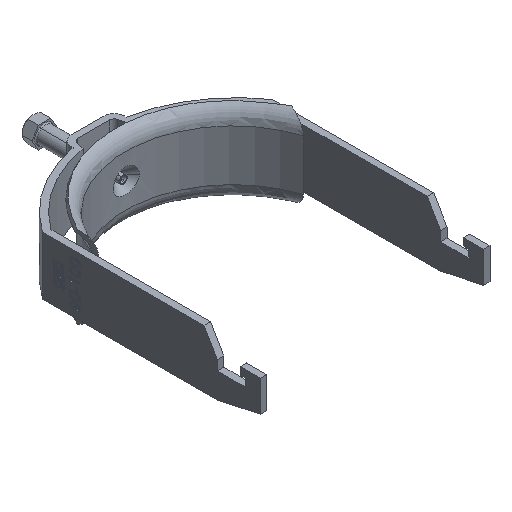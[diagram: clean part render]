
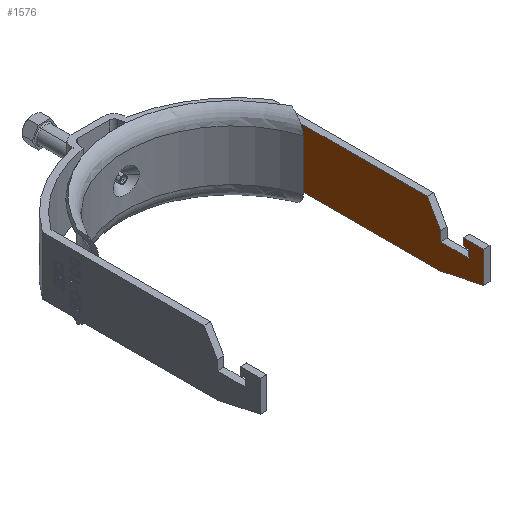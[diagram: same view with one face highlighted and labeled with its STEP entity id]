
A CAD part, isometric view. The second image highlights one B-rep face of the part: STEP entity #1576.
In plain terms, the highlighted planar face has unit normal (-1, 0, 0).
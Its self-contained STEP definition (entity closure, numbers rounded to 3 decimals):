
#401 = LINE ( 'NONE', #2147, #5043 ) ;
#471 = VECTOR ( 'NONE', #3894, 1000. ) ;
#485 = LINE ( 'NONE', #4454, #9676 ) ;
#503 = EDGE_CURVE ( 'NONE', #4841, #2263, #1403, .T. ) ;
#857 = VECTOR ( 'NONE', #5909, 1000. ) ;
#962 = CARTESIAN_POINT ( 'NONE',  ( 50.5, -114.113, -13.5 ) ) ;
#1040 = LINE ( 'NONE', #12487, #10617 ) ;
#1403 = LINE ( 'NONE', #7445, #11261 ) ;
#1450 = CARTESIAN_POINT ( 'NONE',  ( 50.5, -127., -1.75 ) ) ;
#1576 = ADVANCED_FACE ( 'NONE', ( #2428 ), #9295, .T. ) ;
#1783 = EDGE_CURVE ( 'NONE', #9292, #7701, #401, .T. ) ;
#2019 = CARTESIAN_POINT ( 'NONE',  ( 50.5, -173., -13.5 ) ) ;
#2081 = EDGE_LOOP ( 'NONE', ( #7028, #7223, #2678, #7685, #2142, #4831, #8434, #4489, #5357, #9837, #4138, #5499 ) ) ;
#2131 = CARTESIAN_POINT ( 'NONE',  ( 50.5, -107.793, 13.5 ) ) ;
#2142 = ORIENTED_EDGE ( 'NONE', *, *, #9013, .T. ) ;
#2147 = CARTESIAN_POINT ( 'NONE',  ( 50.5, -173., -1.75 ) ) ;
#2263 = VERTEX_POINT ( 'NONE', #10117 ) ;
#2428 = FACE_OUTER_BOUND ( 'NONE', #2081, .T. ) ;
#2438 = VECTOR ( 'NONE', #7393, 1000. ) ;
#2678 = ORIENTED_EDGE ( 'NONE', *, *, #9028, .T. ) ;
#2874 = VERTEX_POINT ( 'NONE', #12693 ) ;
#2917 = LINE ( 'NONE', #9935, #12695 ) ;
#3017 = CARTESIAN_POINT ( 'NONE',  ( 50.5, -127., -13.5 ) ) ;
#3168 = VECTOR ( 'NONE', #9018, 1000. ) ;
#3375 = EDGE_CURVE ( 'NONE', #4909, #10465, #3843, .T. ) ;
#3411 = VERTEX_POINT ( 'NONE', #9948 ) ;
#3451 = VERTEX_POINT ( 'NONE', #4998 ) ;
#3539 = DIRECTION ( 'NONE',  ( 0., 0.5, 0.866 ) ) ;
#3843 = LINE ( 'NONE', #7799, #857 ) ;
#3894 = DIRECTION ( 'NONE',  ( 0., 1., 0. ) ) ;
#3901 = EDGE_CURVE ( 'NONE', #8077, #3925, #485, .T. ) ;
#3925 = VERTEX_POINT ( 'NONE', #6530 ) ;
#4138 = ORIENTED_EDGE ( 'NONE', *, *, #6599, .T. ) ;
#4454 = CARTESIAN_POINT ( 'NONE',  ( 50.5, -173., 5.25 ) ) ;
#4489 = ORIENTED_EDGE ( 'NONE', *, *, #1783, .T. ) ;
#4831 = ORIENTED_EDGE ( 'NONE', *, *, #12818, .T. ) ;
#4841 = VERTEX_POINT ( 'NONE', #962 ) ;
#4909 = VERTEX_POINT ( 'NONE', #9988 ) ;
#4998 = CARTESIAN_POINT ( 'NONE',  ( 50.5, -114., 2.75 ) ) ;
#5043 = VECTOR ( 'NONE', #5109, 1000. ) ;
#5109 = DIRECTION ( 'NONE',  ( 0., 1., 0. ) ) ;
#5334 = CARTESIAN_POINT ( 'NONE',  ( 50.5, -173., -13.5 ) ) ;
#5357 = ORIENTED_EDGE ( 'NONE', *, *, #12834, .T. ) ;
#5434 = CARTESIAN_POINT ( 'NONE',  ( 50.5, -173., 13.5 ) ) ;
#5456 = AXIS2_PLACEMENT_3D ( 'NONE', #5334, #12103, #6187 ) ;
#5499 = ORIENTED_EDGE ( 'NONE', *, *, #3375, .F. ) ;
#5823 = DIRECTION ( 'NONE',  ( 0., -1., 0. ) ) ;
#5851 = CARTESIAN_POINT ( 'NONE',  ( 50.5, -134., 5.25 ) ) ;
#5909 = DIRECTION ( 'NONE',  ( 0., 0., 1. ) ) ;
#6011 = VERTEX_POINT ( 'NONE', #2131 ) ;
#6187 = DIRECTION ( 'NONE',  ( 0., 1., 0. ) ) ;
#6329 = EDGE_CURVE ( 'NONE', #2874, #9292, #8248, .T. ) ;
#6521 = CARTESIAN_POINT ( 'NONE',  ( 50.5, -135.786, -34.985 ) ) ;
#6530 = CARTESIAN_POINT ( 'NONE',  ( 50.5, -124.6, 5.25 ) ) ;
#6599 = EDGE_CURVE ( 'NONE', #6011, #10465, #8360, .T. ) ;
#6702 = CARTESIAN_POINT ( 'NONE',  ( 50.5, -114., -1.75 ) ) ;
#6871 = LINE ( 'NONE', #9936, #9159 ) ;
#7028 = ORIENTED_EDGE ( 'NONE', *, *, #12810, .F. ) ;
#7223 = ORIENTED_EDGE ( 'NONE', *, *, #503, .T. ) ;
#7393 = DIRECTION ( 'NONE',  ( 0., 1., 0. ) ) ;
#7445 = CARTESIAN_POINT ( 'NONE',  ( 50.5, -170.454, -1.524 ) ) ;
#7685 = ORIENTED_EDGE ( 'NONE', *, *, #3901, .T. ) ;
#7701 = VERTEX_POINT ( 'NONE', #6702 ) ;
#7799 = CARTESIAN_POINT ( 'NONE',  ( 50.5, -33.531, -13.5 ) ) ;
#8077 = VERTEX_POINT ( 'NONE', #5851 ) ;
#8248 = LINE ( 'NONE', #3017, #9082 ) ;
#8344 = DIRECTION ( 'NONE',  ( 0., 1., 0. ) ) ;
#8360 = LINE ( 'NONE', #5434, #2438 ) ;
#8434 = ORIENTED_EDGE ( 'NONE', *, *, #6329, .T. ) ;
#8884 = LINE ( 'NONE', #9871, #3168 ) ;
#9013 = EDGE_CURVE ( 'NONE', #3925, #3411, #8884, .T. ) ;
#9018 = DIRECTION ( 'NONE',  ( 0., -0.087, -0.996 ) ) ;
#9028 = EDGE_CURVE ( 'NONE', #2263, #8077, #6871, .T. ) ;
#9082 = VECTOR ( 'NONE', #10320, 1000. ) ;
#9159 = VECTOR ( 'NONE', #11953, 1000. ) ;
#9292 = VERTEX_POINT ( 'NONE', #1450 ) ;
#9295 = PLANE ( 'NONE',  #5456 ) ;
#9311 = LINE ( 'NONE', #6521, #10251 ) ;
#9628 = CARTESIAN_POINT ( 'NONE',  ( 50.5, -33.531, 13.5 ) ) ;
#9676 = VECTOR ( 'NONE', #8344, 1000. ) ;
#9837 = ORIENTED_EDGE ( 'NONE', *, *, #12226, .T. ) ;
#9871 = CARTESIAN_POINT ( 'NONE',  ( 50.5, -126.596, -17.56 ) ) ;
#9935 = CARTESIAN_POINT ( 'NONE',  ( 50.5, -173., 1.75 ) ) ;
#9936 = CARTESIAN_POINT ( 'NONE',  ( 50.5, -134., -13.5 ) ) ;
#9948 = CARTESIAN_POINT ( 'NONE',  ( 50.5, -124.906, 1.75 ) ) ;
#9988 = CARTESIAN_POINT ( 'NONE',  ( 50.5, -33.531, -13.5 ) ) ;
#10117 = CARTESIAN_POINT ( 'NONE',  ( 50.5, -134., -9.273 ) ) ;
#10251 = VECTOR ( 'NONE', #3539, 1000. ) ;
#10320 = DIRECTION ( 'NONE',  ( 0., 0., -1. ) ) ;
#10465 = VERTEX_POINT ( 'NONE', #9628 ) ;
#10542 = DIRECTION ( 'NONE',  ( 0., 0., 1. ) ) ;
#10617 = VECTOR ( 'NONE', #10542, 1000. ) ;
#10763 = LINE ( 'NONE', #2019, #471 ) ;
#11261 = VECTOR ( 'NONE', #11404, 1000. ) ;
#11404 = DIRECTION ( 'NONE',  ( 0., -0.978, 0.208 ) ) ;
#11953 = DIRECTION ( 'NONE',  ( 0., 0., 1. ) ) ;
#12103 = DIRECTION ( 'NONE',  ( -1., 0., 0. ) ) ;
#12226 = EDGE_CURVE ( 'NONE', #3451, #6011, #9311, .T. ) ;
#12487 = CARTESIAN_POINT ( 'NONE',  ( 50.5, -114., -13.5 ) ) ;
#12693 = CARTESIAN_POINT ( 'NONE',  ( 50.5, -127., 1.75 ) ) ;
#12695 = VECTOR ( 'NONE', #5823, 1000. ) ;
#12810 = EDGE_CURVE ( 'NONE', #4841, #4909, #10763, .T. ) ;
#12818 = EDGE_CURVE ( 'NONE', #3411, #2874, #2917, .T. ) ;
#12834 = EDGE_CURVE ( 'NONE', #7701, #3451, #1040, .T. ) ;
